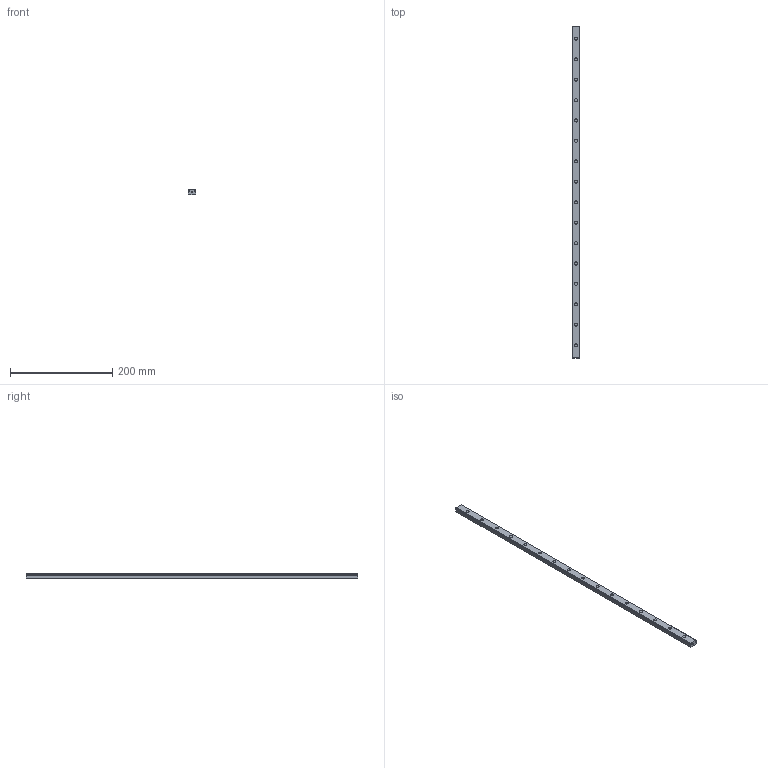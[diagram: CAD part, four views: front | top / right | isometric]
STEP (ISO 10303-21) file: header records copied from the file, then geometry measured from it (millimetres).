
FILE_DESCRIPTION(('STEP AP214'),'1');
FILE_NAME('cctmp_FD8E3CA9-85F4-449A-81DB-9BAB135A7CCA_2021_02_19_13_52_04_0121..stp','2021-02-19T12:52:04',('HIWIN GmbH'),('CADClick - www.CADClick.com'),'Spatial InterOp 3D',' ','unknown authorization');
FILE_SCHEMA(('AUTOMOTIVE_DESIGN'));
Length unit declared in the file: millimetre
Products named in the file (1): MGNR15R650CM_FILE
Bounding box: 15 x 650 x 10 mm (x, y, z)
Volume: 90346.6 mm3; surface area: 38626.1 mm2
Topology: 1 solids, 1 shells, 239 faces, 555 edges, 370 vertices
Faces by surface type: plane 127, cylinder 112
Entity records: 8809 total; most frequent: DIRECTION 1259, CARTESIAN_POINT 1165, ORIENTED_EDGE 1110, EDGE_CURVE 555, AXIS2_PLACEMENT_3D 464, VERTEX_POINT 370, LINE 331, VECTOR 331
